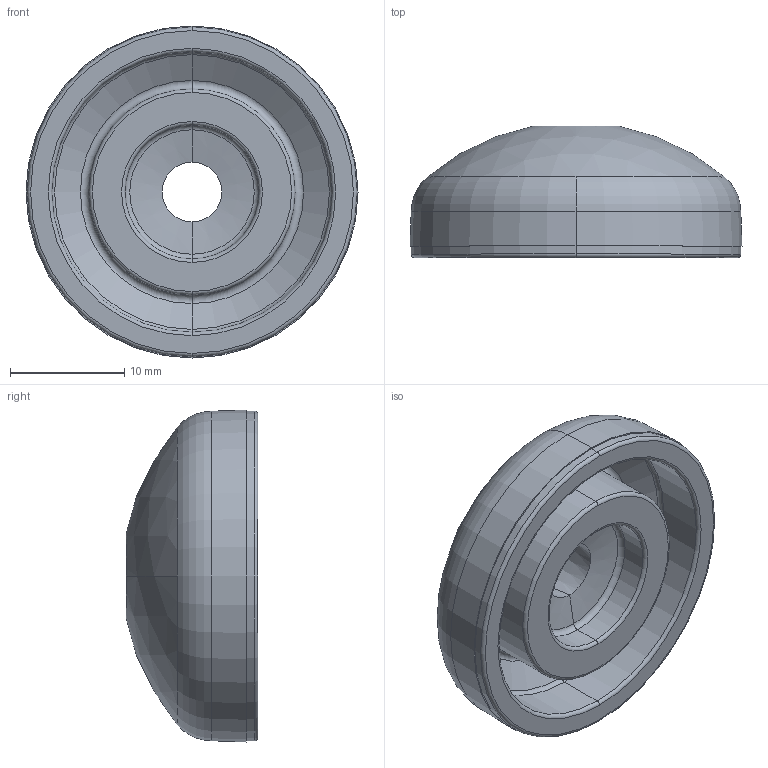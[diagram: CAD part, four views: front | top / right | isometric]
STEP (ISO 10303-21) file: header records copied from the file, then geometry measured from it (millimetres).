
FILE_DESCRIPTION (( 'STEP AP214' ), '1' );
FILE_NAME ('098e030zs.STEP', '2014-08-25T08:20:19', ( '' ), ( '' ), 'SwSTEP 2.0', 'SolidWorks 2014', '' );
FILE_SCHEMA (( 'AUTOMOTIVE_DESIGN' ));
Length unit declared in the file: millimetre
Products named in the file (1): 098e030zs
Bounding box: 29 x 11.49 x 29 mm (x, y, z)
Volume: 3971.6 mm3; surface area: 2791.8 mm2
Topology: 1 solids, 1 shells, 38 faces, 80 edges, 46 vertices
Faces by surface type: torus 16, cone 8, cylinder 8, plane 4, sphere 2
Entity records: 1070 total; most frequent: DIRECTION 222, CARTESIAN_POINT 165, ORIENTED_EDGE 160, AXIS2_PLACEMENT_3D 103, EDGE_CURVE 80, CIRCLE 64, VERTEX_POINT 46, EDGE_LOOP 42
